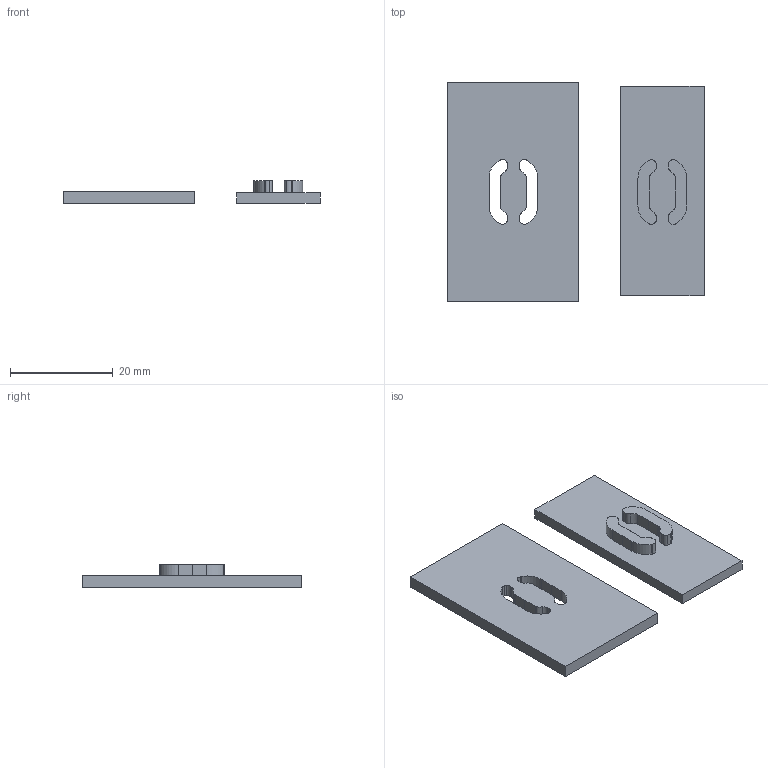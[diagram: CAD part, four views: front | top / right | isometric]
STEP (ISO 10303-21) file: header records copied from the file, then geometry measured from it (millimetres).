
FILE_DESCRIPTION(/* description */ (''),/* implementation_level */ '2;1');
FILE_NAME(/* name */ '2 inch v43.step',/* time_stamp */ '2022-09-22T07:48:43+02:00',/* author */ (''),/* organization */ (''),/* preprocessor_version */ 'ST-DEVELOPER v19',/* originating_system */ 'Autodesk Translation Framework v11.7.0.108',/* authorisation */ '');
FILE_SCHEMA (('AUTOMOTIVE_DESIGN { 1 0 10303 214 3 1 1 }'));
Length unit declared in the file: millimetre
Products named in the file (1): O letter 1/2 inch
Bounding box: 49.97 x 42.8 x 4.45 mm (x, y, z)
Volume: 4027.9 mm3; surface area: 4250.3 mm2
Topology: 2 solids, 2 shells, 138 faces, 396 edges, 264 vertices
Faces by surface type: plane 74, cylinder 48, bspline 16
Entity records: 4844 total; most frequent: CARTESIAN_POINT 1199, ORIENTED_EDGE 792, DIRECTION 706, EDGE_CURVE 396, LINE 268, VECTOR 268, VERTEX_POINT 264, AXIS2_PLACEMENT_3D 219
